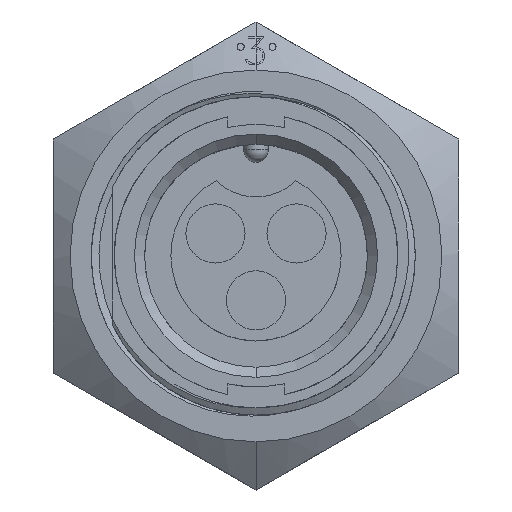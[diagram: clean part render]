
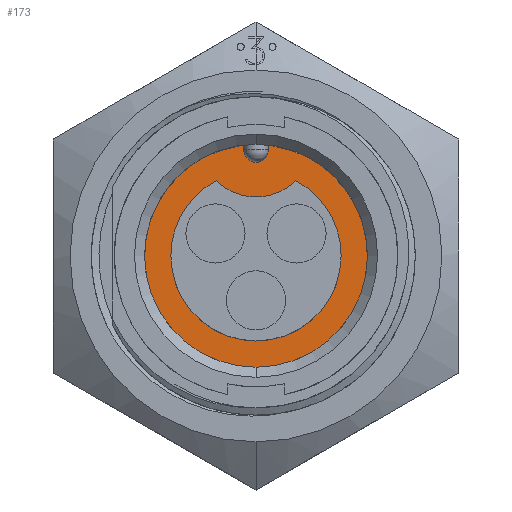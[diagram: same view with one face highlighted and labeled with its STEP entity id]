
A CAD part, top view. The second image highlights one B-rep face of the part: STEP entity #173.
In plain terms, the highlighted planar face has unit normal (0, 0, 1).
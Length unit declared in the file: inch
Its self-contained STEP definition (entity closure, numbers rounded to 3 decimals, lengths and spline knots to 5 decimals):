
#132 = CARTESIAN_POINT ( 'NONE',  ( -0.03, 0.261, 0.395 ) ) ;
#173 = ADVANCED_FACE ( 'NONE', ( #10161, #14571 ), #12094, .T. ) ;
#612 = DIRECTION ( 'NONE',  ( 1., 0., 0. ) ) ;
#1326 = DIRECTION ( 'NONE',  ( 0., -1., 0. ) ) ;
#1650 = VERTEX_POINT ( 'NONE', #13719 ) ;
#1995 = ORIENTED_EDGE ( 'NONE', *, *, #16551, .T. ) ;
#2216 = CARTESIAN_POINT ( 'NONE',  ( -0.03, 0.261, 0.395 ) ) ;
#2292 = CARTESIAN_POINT ( 'NONE',  ( 0.03, 0.27336, 0.395 ) ) ;
#2520 = CARTESIAN_POINT ( 'NONE',  ( 0.09847, 0.18548, 0.395 ) ) ;
#2555 = AXIS2_PLACEMENT_3D ( 'NONE', #5393, #17016, #7074 ) ;
#3810 = LINE ( 'NONE', #9616, #16527 ) ;
#3827 = ORIENTED_EDGE ( 'NONE', *, *, #11558, .T. ) ;
#3908 = DIRECTION ( 'NONE',  ( 0., 0., 1. ) ) ;
#4088 = DIRECTION ( 'NONE',  ( 0., 0., 1. ) ) ;
#4106 = ORIENTED_EDGE ( 'NONE', *, *, #7836, .F. ) ;
#4182 = VERTEX_POINT ( 'NONE', #18181 ) ;
#5057 = CARTESIAN_POINT ( 'NONE',  ( -0.21, 0., 0.395 ) ) ;
#5393 = CARTESIAN_POINT ( 'NONE',  ( 0., 0.285, 0.395 ) ) ;
#5657 = CARTESIAN_POINT ( 'NONE',  ( 0., 0., 0.395 ) ) ;
#5702 = AXIS2_PLACEMENT_3D ( 'NONE', #16612, #6686, #18281 ) ;
#5799 = CARTESIAN_POINT ( 'NONE',  ( 0., 0., 0.395 ) ) ;
#5860 = EDGE_CURVE ( 'NONE', #19600, #12273, #11515, .T. ) ;
#5899 = ORIENTED_EDGE ( 'NONE', *, *, #12505, .T. ) ;
#6415 = EDGE_LOOP ( 'NONE', ( #21363, #20094, #16382, #4106 ) ) ;
#6686 = DIRECTION ( 'NONE',  ( 0., 0., 1. ) ) ;
#7074 = DIRECTION ( 'NONE',  ( 1., 0., 0. ) ) ;
#7111 = VERTEX_POINT ( 'NONE', #9755 ) ;
#7239 = ORIENTED_EDGE ( 'NONE', *, *, #17824, .T. ) ;
#7333 = DIRECTION ( 'NONE',  ( 1., 0., 0. ) ) ;
#7487 = DIRECTION ( 'NONE',  ( 1., 0., 0. ) ) ;
#7718 = VECTOR ( 'NONE', #13806, 39.37008 ) ;
#7836 = EDGE_CURVE ( 'NONE', #16972, #7111, #19518, .T. ) ;
#8210 = CIRCLE ( 'NONE', #5702, 0.21 ) ;
#8309 = AXIS2_PLACEMENT_3D ( 'NONE', #14024, #4088, #15688 ) ;
#8381 = ORIENTED_EDGE ( 'NONE', *, *, #5860, .T. ) ;
#8556 = AXIS2_PLACEMENT_3D ( 'NONE', #5657, #17267, #7333 ) ;
#8879 = VERTEX_POINT ( 'NONE', #2520 ) ;
#9345 = CIRCLE ( 'NONE', #15910, 0.03 ) ;
#9424 = VERTEX_POINT ( 'NONE', #132 ) ;
#9570 = AXIS2_PLACEMENT_3D ( 'NONE', #17838, #19922, #17374 ) ;
#9616 = CARTESIAN_POINT ( 'NONE',  ( 0.03, 0.27336, 0.395 ) ) ;
#9647 = DIRECTION ( 'NONE',  ( 0., 0., -1. ) ) ;
#9736 = VERTEX_POINT ( 'NONE', #10900 ) ;
#9755 = CARTESIAN_POINT ( 'NONE',  ( 0.21, 0., 0.395 ) ) ;
#10161 = FACE_OUTER_BOUND ( 'NONE', #15189, .T. ) ;
#10488 = CARTESIAN_POINT ( 'NONE',  ( 0., 0., 0.395 ) ) ;
#10566 = CIRCLE ( 'NONE', #2555, 0.14 ) ;
#10900 = CARTESIAN_POINT ( 'NONE',  ( -0.09847, 0.18548, 0.395 ) ) ;
#11515 = CIRCLE ( 'NONE', #15806, 0.275 ) ;
#11558 = EDGE_CURVE ( 'NONE', #1650, #19600, #17158, .T. ) ;
#11613 = LINE ( 'NONE', #2216, #7718 ) ;
#12094 = PLANE ( 'NONE',  #9570 ) ;
#12273 = VERTEX_POINT ( 'NONE', #2292 ) ;
#12505 = EDGE_CURVE ( 'NONE', #4182, #9424, #9345, .T. ) ;
#13719 = CARTESIAN_POINT ( 'NONE',  ( -0.03, 0.27336, 0.395 ) ) ;
#13806 = DIRECTION ( 'NONE',  ( 0., 1., 0. ) ) ;
#14024 = CARTESIAN_POINT ( 'NONE',  ( 0., 0., 0.395 ) ) ;
#14571 = FACE_BOUND ( 'NONE', #6415, .T. ) ;
#15189 = EDGE_LOOP ( 'NONE', ( #5899, #1995, #3827, #8381, #7239 ) ) ;
#15264 = EDGE_CURVE ( 'NONE', #7111, #8879, #20448, .T. ) ;
#15688 = DIRECTION ( 'NONE',  ( 1., 0., 0. ) ) ;
#15806 = AXIS2_PLACEMENT_3D ( 'NONE', #10488, #3908, #612 ) ;
#15910 = AXIS2_PLACEMENT_3D ( 'NONE', #19563, #9647, #21226 ) ;
#16382 = ORIENTED_EDGE ( 'NONE', *, *, #15264, .F. ) ;
#16527 = VECTOR ( 'NONE', #1326, 39.37008 ) ;
#16551 = EDGE_CURVE ( 'NONE', #9424, #1650, #11613, .T. ) ;
#16612 = CARTESIAN_POINT ( 'NONE',  ( 0., 0., 0.395 ) ) ;
#16972 = VERTEX_POINT ( 'NONE', #5057 ) ;
#17016 = DIRECTION ( 'NONE',  ( 0., 0., -1. ) ) ;
#17158 = CIRCLE ( 'NONE', #8309, 0.275 ) ;
#17267 = DIRECTION ( 'NONE',  ( 0., 0., 1. ) ) ;
#17374 = DIRECTION ( 'NONE',  ( 1., 0., 0. ) ) ;
#17404 = DIRECTION ( 'NONE',  ( 0., 0., 1. ) ) ;
#17824 = EDGE_CURVE ( 'NONE', #12273, #4182, #3810, .T. ) ;
#17838 = CARTESIAN_POINT ( 'NONE',  ( 0., 0.261, 0.395 ) ) ;
#18092 = EDGE_CURVE ( 'NONE', #8879, #9736, #10566, .T. ) ;
#18181 = CARTESIAN_POINT ( 'NONE',  ( 0.03, 0.261, 0.395 ) ) ;
#18281 = DIRECTION ( 'NONE',  ( 1., 0., 0. ) ) ;
#18623 = CARTESIAN_POINT ( 'NONE',  ( 0., -0.275, 0.395 ) ) ;
#18851 = AXIS2_PLACEMENT_3D ( 'NONE', #5799, #17404, #7487 ) ;
#18956 = EDGE_CURVE ( 'NONE', #9736, #16972, #8210, .T. ) ;
#19518 = CIRCLE ( 'NONE', #8556, 0.21 ) ;
#19563 = CARTESIAN_POINT ( 'NONE',  ( 0., 0.261, 0.395 ) ) ;
#19600 = VERTEX_POINT ( 'NONE', #18623 ) ;
#19922 = DIRECTION ( 'NONE',  ( 0., 0., 1. ) ) ;
#20094 = ORIENTED_EDGE ( 'NONE', *, *, #18092, .F. ) ;
#20448 = CIRCLE ( 'NONE', #18851, 0.21 ) ;
#21226 = DIRECTION ( 'NONE',  ( 1., 0., 0. ) ) ;
#21363 = ORIENTED_EDGE ( 'NONE', *, *, #18956, .F. ) ;
